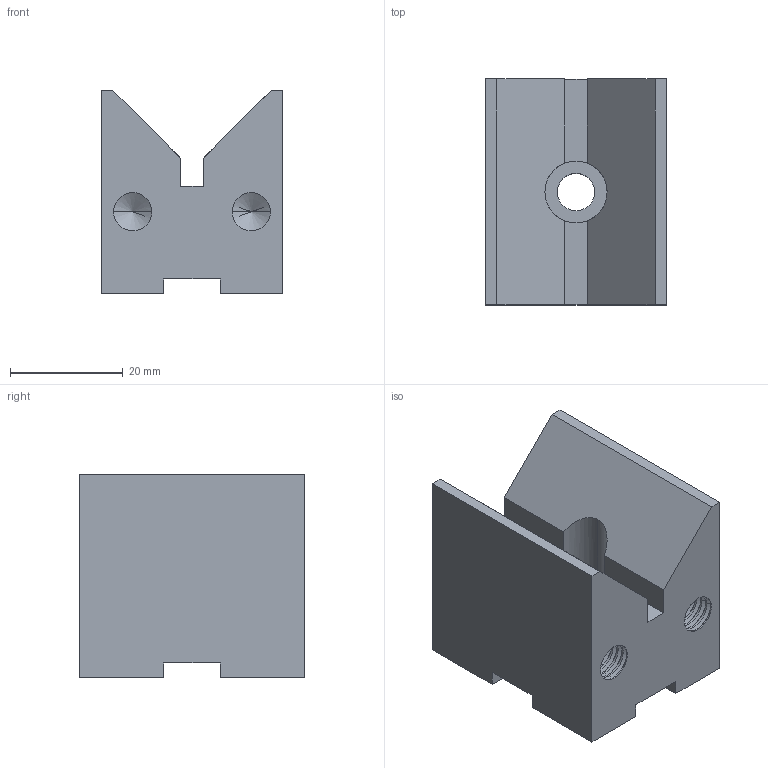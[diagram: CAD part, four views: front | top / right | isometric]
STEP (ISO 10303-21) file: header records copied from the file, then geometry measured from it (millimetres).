
FILE_DESCRIPTION(('STEP AP214'),'1');
FILE_NAME(' ',' ',('TraceParts'),('TraceParts S.A.'),'XStep 1.0',' ',' ');
FILE_SCHEMA(('automotive_design'));
Length unit declared in the file: millimetre
Products named in the file (1): 1
Bounding box: 32 x 40 x 36 mm (x, y, z)
Volume: 33395.5 mm3; surface area: 9717.7 mm2
Topology: 1 solids, 1 shells, 200 faces, 462 edges, 262 vertices
Faces by surface type: cone 68, torus 64, cylinder 40, plane 28
Entity records: 10846 total; most frequent: DIRECTION 1136, STYLED_ITEM 921, PRESENTATION_STYLE_ASSIGNMENT 921, CARTESIAN_POINT 921, COLOUR_RGB 921, ORIENTED_EDGE 916, AXIS2_PLACEMENT_3D 477, EDGE_CURVE 458
